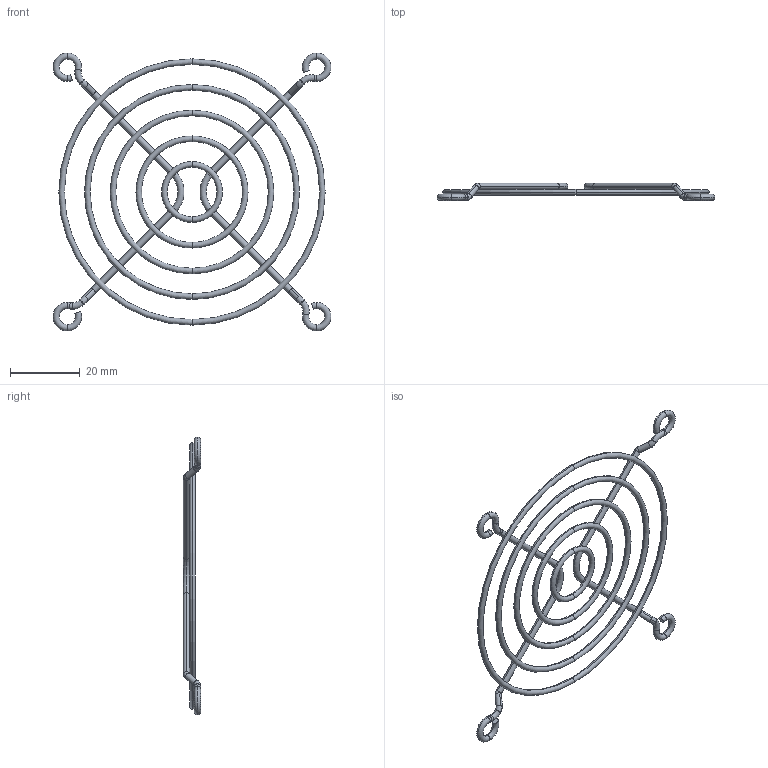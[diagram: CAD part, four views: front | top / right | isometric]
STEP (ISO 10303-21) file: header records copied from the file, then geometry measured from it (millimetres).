
FILE_DESCRIPTION (( 'STEP AP203' ), '1' );
FILE_NAME ('08132.STEP', '2013-03-26T05:17:53', ( '' ), ( '' ), 'SwSTEP 2.0', 'SolidWorks 2010', '' );
FILE_SCHEMA (( 'CONFIG_CONTROL_DESIGN' ));
Length unit declared in the file: millimetre
Products named in the file (1): 08132
Bounding box: 79.54 x 4.95 x 79.54 mm (x, y, z)
Volume: 2086.3 mm3; surface area: 5042.2 mm2
Topology: 7 solids, 7 shells, 110 faces, 252 edges, 146 vertices
Faces by surface type: torus 82, cylinder 24, plane 4
Entity records: 3478 total; most frequent: CARTESIAN_POINT 750, DIRECTION 686, ORIENTED_EDGE 504, AXIS2_PLACEMENT_3D 331, EDGE_CURVE 252, CIRCLE 220, VERTEX_POINT 146, ADVANCED_FACE 110
